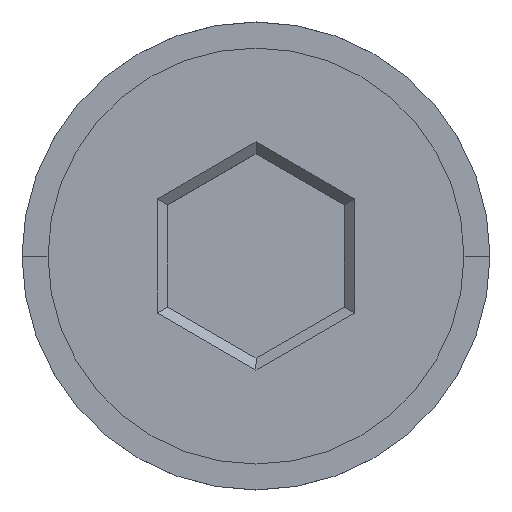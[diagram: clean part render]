
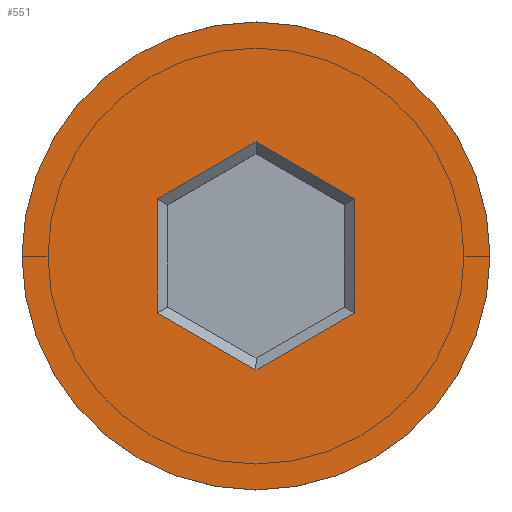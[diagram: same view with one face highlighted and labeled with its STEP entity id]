
A CAD part, top view. The second image highlights one B-rep face of the part: STEP entity #551.
In plain terms, the highlighted planar face has unit normal (0, 0, 1).
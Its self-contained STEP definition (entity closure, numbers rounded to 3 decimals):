
#3 = DIRECTION ( 'NONE',  ( 1., 0., 0. ) ) ;
#23 = CARTESIAN_POINT ( 'NONE',  ( -0.1, 2.136, 0. ) ) ;
#30 = AXIS2_PLACEMENT_3D ( 'NONE', #546, #437, #3 ) ;
#31 = CARTESIAN_POINT ( 'NONE',  ( 0., -2.194, 0. ) ) ;
#50 = DIRECTION ( 'NONE',  ( 0., 0., 1. ) ) ;
#54 = DIRECTION ( 'NONE',  ( 0.866, -0.5, 0. ) ) ;
#118 = LINE ( 'NONE', #915, #378 ) ;
#157 = CARTESIAN_POINT ( 'NONE',  ( 1.9, 1.097, 0. ) ) ;
#172 = LINE ( 'NONE', #1045, #310 ) ;
#202 = FACE_BOUND ( 'NONE', #253, .T. ) ;
#215 = FACE_OUTER_BOUND ( 'NONE', #518, .T. ) ;
#230 = VERTEX_POINT ( 'NONE', #1338 ) ;
#253 = EDGE_LOOP ( 'NONE', ( #268, #274, #342, #520, #994, #1119 ) ) ;
#268 = ORIENTED_EDGE ( 'NONE', *, *, #837, .T. ) ;
#274 = ORIENTED_EDGE ( 'NONE', *, *, #1407, .T. ) ;
#279 = VERTEX_POINT ( 'NONE', #1066 ) ;
#310 = VECTOR ( 'NONE', #54, 1000. ) ;
#342 = ORIENTED_EDGE ( 'NONE', *, *, #725, .T. ) ;
#378 = VECTOR ( 'NONE', #1019, 1000. ) ;
#437 = DIRECTION ( 'NONE',  ( 0., 0., 1. ) ) ;
#446 = VERTEX_POINT ( 'NONE', #860 ) ;
#458 = EDGE_CURVE ( 'NONE', #919, #279, #1164, .T. ) ;
#475 = ORIENTED_EDGE ( 'NONE', *, *, #838, .T. ) ;
#489 = CARTESIAN_POINT ( 'NONE',  ( 0., 0., 0. ) ) ;
#518 = EDGE_LOOP ( 'NONE', ( #475, #733 ) ) ;
#520 = ORIENTED_EDGE ( 'NONE', *, *, #1288, .T. ) ;
#546 = CARTESIAN_POINT ( 'NONE',  ( 0., 0., 0. ) ) ;
#551 = ADVANCED_FACE ( 'NONE', ( #202, #215 ), #1086, .T. ) ;
#636 = VERTEX_POINT ( 'NONE', #1393 ) ;
#662 = LINE ( 'NONE', #23, #980 ) ;
#672 = CARTESIAN_POINT ( 'NONE',  ( 1.9, -1.097, 0. ) ) ;
#686 = DIRECTION ( 'NONE',  ( 0.866, 0.5, 0. ) ) ;
#698 = CARTESIAN_POINT ( 'NONE',  ( -4.5, 0., 0. ) ) ;
#725 = EDGE_CURVE ( 'NONE', #446, #230, #662, .T. ) ;
#733 = ORIENTED_EDGE ( 'NONE', *, *, #458, .T. ) ;
#745 = CARTESIAN_POINT ( 'NONE',  ( 0., 0., 0. ) ) ;
#747 = VECTOR ( 'NONE', #1277, 1000. ) ;
#769 = AXIS2_PLACEMENT_3D ( 'NONE', #489, #50, #922 ) ;
#785 = VERTEX_POINT ( 'NONE', #672 ) ;
#786 = LINE ( 'NONE', #1231, #1190 ) ;
#798 = CARTESIAN_POINT ( 'NONE',  ( -1.9, 0.981, 0. ) ) ;
#802 = EDGE_CURVE ( 'NONE', #1267, #785, #118, .T. ) ;
#837 = EDGE_CURVE ( 'NONE', #1401, #636, #786, .T. ) ;
#838 = EDGE_CURVE ( 'NONE', #279, #919, #1048, .T. ) ;
#846 = LINE ( 'NONE', #960, #747 ) ;
#860 = CARTESIAN_POINT ( 'NONE',  ( -1.9, 1.097, 0. ) ) ;
#915 = CARTESIAN_POINT ( 'NONE',  ( 1.9, -0.981, 0. ) ) ;
#919 = VERTEX_POINT ( 'NONE', #698 ) ;
#922 = DIRECTION ( 'NONE',  ( 1., 0., 0. ) ) ;
#960 = CARTESIAN_POINT ( 'NONE',  ( 0.1, -2.136, 0. ) ) ;
#980 = VECTOR ( 'NONE', #686, 1000. ) ;
#994 = ORIENTED_EDGE ( 'NONE', *, *, #802, .T. ) ;
#997 = DIRECTION ( 'NONE',  ( 1., 0., 0. ) ) ;
#1019 = DIRECTION ( 'NONE',  ( 0., -1., 0. ) ) ;
#1045 = CARTESIAN_POINT ( 'NONE',  ( 1.8, 1.155, 0. ) ) ;
#1048 = CIRCLE ( 'NONE', #769, 4.5 ) ;
#1066 = CARTESIAN_POINT ( 'NONE',  ( 4.5, 0., 0. ) ) ;
#1086 = PLANE ( 'NONE',  #30 ) ;
#1119 = ORIENTED_EDGE ( 'NONE', *, *, #1195, .T. ) ;
#1144 = DIRECTION ( 'NONE',  ( 0., 1., 0. ) ) ;
#1164 = CIRCLE ( 'NONE', #1259, 4.5 ) ;
#1190 = VECTOR ( 'NONE', #1253, 1000. ) ;
#1195 = EDGE_CURVE ( 'NONE', #785, #1401, #846, .T. ) ;
#1231 = CARTESIAN_POINT ( 'NONE',  ( -1.8, -1.155, 0. ) ) ;
#1253 = DIRECTION ( 'NONE',  ( -0.866, 0.5, 0. ) ) ;
#1259 = AXIS2_PLACEMENT_3D ( 'NONE', #745, #1334, #997 ) ;
#1262 = VECTOR ( 'NONE', #1144, 1000. ) ;
#1267 = VERTEX_POINT ( 'NONE', #157 ) ;
#1277 = DIRECTION ( 'NONE',  ( -0.866, -0.5, 0. ) ) ;
#1288 = EDGE_CURVE ( 'NONE', #230, #1267, #172, .T. ) ;
#1334 = DIRECTION ( 'NONE',  ( 0., 0., 1. ) ) ;
#1338 = CARTESIAN_POINT ( 'NONE',  ( 0., 2.194, 0. ) ) ;
#1357 = LINE ( 'NONE', #798, #1262 ) ;
#1393 = CARTESIAN_POINT ( 'NONE',  ( -1.9, -1.097, 0. ) ) ;
#1401 = VERTEX_POINT ( 'NONE', #31 ) ;
#1407 = EDGE_CURVE ( 'NONE', #636, #446, #1357, .T. ) ;
